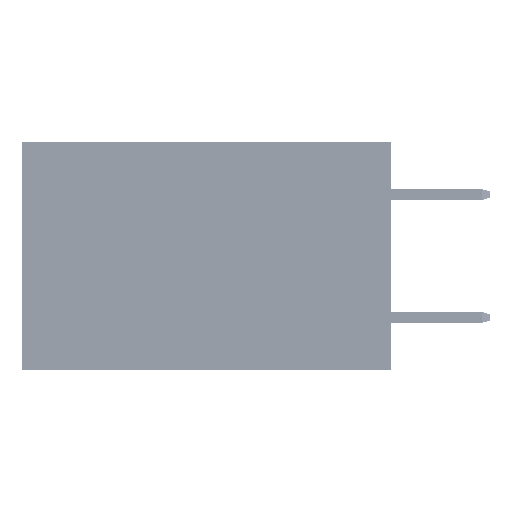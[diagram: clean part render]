
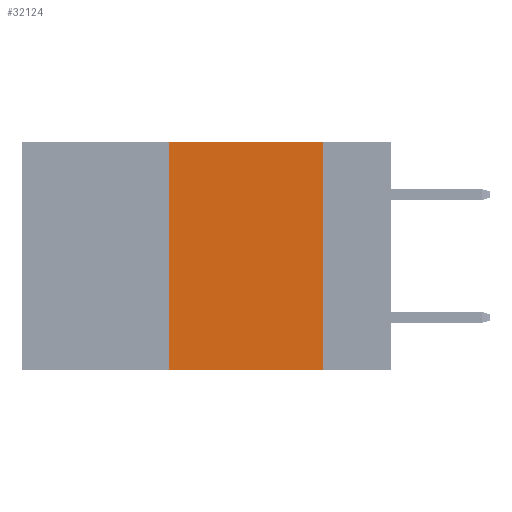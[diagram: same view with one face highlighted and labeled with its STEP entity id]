
A CAD part, left-side view. The second image highlights one B-rep face of the part: STEP entity #32124.
In plain terms, the highlighted planar face has unit normal (-1, 0, 0).
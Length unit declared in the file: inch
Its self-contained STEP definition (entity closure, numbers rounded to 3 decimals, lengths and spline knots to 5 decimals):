
#3305 = CARTESIAN_POINT ( 'NONE',  ( 0., 0.6, 0. ) ) ;
#5354 = VECTOR ( 'NONE', #21399, 39.37008 ) ;
#7864 = LINE ( 'NONE', #35375, #49899 ) ;
#8242 = VERTEX_POINT ( 'NONE', #30517 ) ;
#9694 = ORIENTED_EDGE ( 'NONE', *, *, #25130, .F. ) ;
#10191 = CARTESIAN_POINT ( 'NONE',  ( 0., 0.6, -0.37 ) ) ;
#12067 = VECTOR ( 'NONE', #31847, 39.37008 ) ;
#12382 = AXIS2_PLACEMENT_3D ( 'NONE', #45759, #21451, #49850 ) ;
#13214 = PLANE ( 'NONE',  #12382 ) ;
#17285 = CARTESIAN_POINT ( 'NONE',  ( 0., 0.36, 0. ) ) ;
#19287 = DIRECTION ( 'NONE',  ( 0., 0., -1. ) ) ;
#20551 = CARTESIAN_POINT ( 'NONE',  ( 0., 0.11, 0. ) ) ;
#21399 = DIRECTION ( 'NONE',  ( 0., 0., 1. ) ) ;
#21451 = DIRECTION ( 'NONE',  ( 1., 0., 0. ) ) ;
#22347 = VERTEX_POINT ( 'NONE', #28191 ) ;
#23243 = FACE_OUTER_BOUND ( 'NONE', #48603, .T. ) ;
#23663 = VECTOR ( 'NONE', #42777, 39.37008 ) ;
#24358 = EDGE_CURVE ( 'NONE', #38420, #8242, #34418, .T. ) ;
#25130 = EDGE_CURVE ( 'NONE', #22347, #50451, #43272, .T. ) ;
#28191 = CARTESIAN_POINT ( 'NONE',  ( 0., 0.36, 0. ) ) ;
#28362 = LINE ( 'NONE', #17285, #5354 ) ;
#30517 = CARTESIAN_POINT ( 'NONE',  ( 0., 0.11, -0.37 ) ) ;
#31847 = DIRECTION ( 'NONE',  ( 0., -1., 0. ) ) ;
#32124 = ADVANCED_FACE ( 'NONE', ( #23243 ), #13214, .F. ) ;
#34418 = LINE ( 'NONE', #10191, #23663 ) ;
#35375 = CARTESIAN_POINT ( 'NONE',  ( 0., 0.11, 0. ) ) ;
#38420 = VERTEX_POINT ( 'NONE', #47736 ) ;
#39578 = ORIENTED_EDGE ( 'NONE', *, *, #46433, .F. ) ;
#39944 = EDGE_CURVE ( 'NONE', #38420, #22347, #28362, .T. ) ;
#42777 = DIRECTION ( 'NONE',  ( 0., -1., 0. ) ) ;
#42963 = ORIENTED_EDGE ( 'NONE', *, *, #39944, .F. ) ;
#43272 = LINE ( 'NONE', #3305, #12067 ) ;
#45362 = ORIENTED_EDGE ( 'NONE', *, *, #24358, .T. ) ;
#45759 = CARTESIAN_POINT ( 'NONE',  ( 0., 0.6, 0. ) ) ;
#46433 = EDGE_CURVE ( 'NONE', #50451, #8242, #7864, .T. ) ;
#47736 = CARTESIAN_POINT ( 'NONE',  ( 0., 0.36, -0.37 ) ) ;
#48603 = EDGE_LOOP ( 'NONE', ( #39578, #9694, #42963, #45362 ) ) ;
#49850 = DIRECTION ( 'NONE',  ( 0., 0., -1. ) ) ;
#49899 = VECTOR ( 'NONE', #19287, 39.37008 ) ;
#50451 = VERTEX_POINT ( 'NONE', #20551 ) ;
